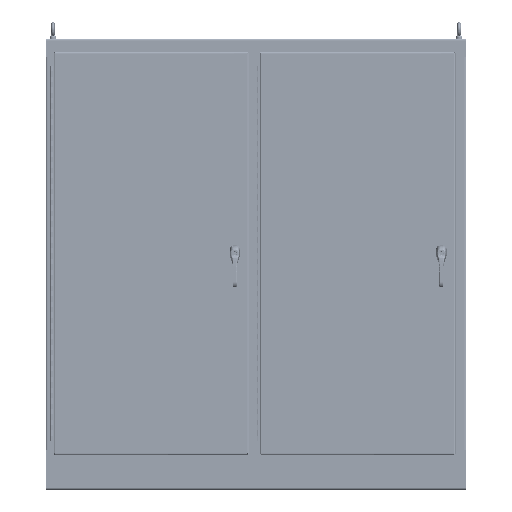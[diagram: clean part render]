
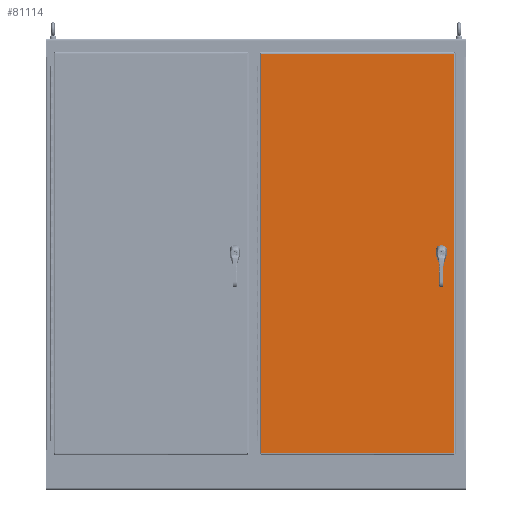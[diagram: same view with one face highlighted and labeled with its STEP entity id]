
A CAD part, top view. The second image highlights one B-rep face of the part: STEP entity #81114.
In plain terms, the highlighted planar face has unit normal (0, 0, 1).
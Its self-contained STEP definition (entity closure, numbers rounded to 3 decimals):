
#3966=FACE_BOUND('',#13009,.T.);
#3967=FACE_BOUND('',#13010,.T.);
#3968=FACE_BOUND('',#13011,.T.);
#3969=FACE_BOUND('',#13012,.T.);
#5129=PLANE('',#89266);
#8084=FACE_OUTER_BOUND('',#13008,.T.);
#13008=EDGE_LOOP('',(#60894,#60895,#60896,#60897));
#13009=EDGE_LOOP('',(#60898,#60899,#60900,#60901,#60902,#60903,#60904,#60905));
#13010=EDGE_LOOP('',(#60906));
#13011=EDGE_LOOP('',(#60907));
#13012=EDGE_LOOP('',(#60908));
#17853=CIRCLE('',#89225,0.453);
#17855=CIRCLE('',#89229,0.453);
#17857=CIRCLE('',#89233,0.453);
#17859=CIRCLE('',#89237,0.453);
#17860=CIRCLE('',#89239,0.14);
#17862=CIRCLE('',#89242,0.14);
#17864=CIRCLE('',#89245,0.14);
#22785=LINE('',#157488,#28823);
#22789=LINE('',#157500,#28827);
#22793=LINE('',#157512,#28831);
#22797=LINE('',#157524,#28835);
#22829=LINE('',#157761,#28867);
#22837=LINE('',#157824,#28875);
#22851=LINE('',#158034,#28889);
#22852=LINE('',#158036,#28890);
#28823=VECTOR('',#103489,0.394);
#28827=VECTOR('',#103501,0.394);
#28831=VECTOR('',#103513,0.394);
#28835=VECTOR('',#103525,0.394);
#28867=VECTOR('',#103599,0.394);
#28875=VECTOR('',#103615,0.394);
#28889=VECTOR('',#103641,0.394);
#28890=VECTOR('',#103644,0.394);
#35395=VERTEX_POINT('',#157485);
#35396=VERTEX_POINT('',#157487);
#35398=VERTEX_POINT('',#157493);
#35400=VERTEX_POINT('',#157499);
#35402=VERTEX_POINT('',#157505);
#35404=VERTEX_POINT('',#157511);
#35406=VERTEX_POINT('',#157517);
#35408=VERTEX_POINT('',#157523);
#35409=VERTEX_POINT('',#157530);
#35411=VERTEX_POINT('',#157536);
#35413=VERTEX_POINT('',#157542);
#35433=VERTEX_POINT('',#157626);
#35438=VERTEX_POINT('',#157710);
#35440=VERTEX_POINT('',#157750);
#35447=VERTEX_POINT('',#157823);
#44501=EDGE_CURVE('',#35396,#35395,#22785,.T.);
#44504=EDGE_CURVE('',#35398,#35396,#17853,.T.);
#44507=EDGE_CURVE('',#35400,#35398,#22789,.T.);
#44510=EDGE_CURVE('',#35402,#35400,#17855,.T.);
#44513=EDGE_CURVE('',#35404,#35402,#22793,.T.);
#44516=EDGE_CURVE('',#35406,#35404,#17857,.T.);
#44519=EDGE_CURVE('',#35408,#35406,#22797,.T.);
#44522=EDGE_CURVE('',#35395,#35408,#17859,.T.);
#44523=EDGE_CURVE('',#35409,#35409,#17860,.T.);
#44526=EDGE_CURVE('',#35411,#35411,#17862,.T.);
#44529=EDGE_CURVE('',#35413,#35413,#17864,.T.);
#44567=EDGE_CURVE('',#35438,#35440,#22829,.T.);
#44578=EDGE_CURVE('',#35447,#35433,#22837,.T.);
#44602=EDGE_CURVE('',#35433,#35438,#22851,.T.);
#44603=EDGE_CURVE('',#35440,#35447,#22852,.T.);
#60894=ORIENTED_EDGE('',*,*,#44602,.T.);
#60895=ORIENTED_EDGE('',*,*,#44567,.T.);
#60896=ORIENTED_EDGE('',*,*,#44603,.T.);
#60897=ORIENTED_EDGE('',*,*,#44578,.T.);
#60898=ORIENTED_EDGE('',*,*,#44501,.T.);
#60899=ORIENTED_EDGE('',*,*,#44522,.T.);
#60900=ORIENTED_EDGE('',*,*,#44519,.T.);
#60901=ORIENTED_EDGE('',*,*,#44516,.T.);
#60902=ORIENTED_EDGE('',*,*,#44513,.T.);
#60903=ORIENTED_EDGE('',*,*,#44510,.T.);
#60904=ORIENTED_EDGE('',*,*,#44507,.T.);
#60905=ORIENTED_EDGE('',*,*,#44504,.T.);
#60906=ORIENTED_EDGE('',*,*,#44523,.T.);
#60907=ORIENTED_EDGE('',*,*,#44526,.T.);
#60908=ORIENTED_EDGE('',*,*,#44529,.T.);
#81114=ADVANCED_FACE('',(#8084,#3966,#3967,#3968,#3969),#5129,.T.);
#89225=AXIS2_PLACEMENT_3D('',#157494,#103495,#103496);
#89229=AXIS2_PLACEMENT_3D('',#157506,#103507,#103508);
#89233=AXIS2_PLACEMENT_3D('',#157518,#103519,#103520);
#89237=AXIS2_PLACEMENT_3D('',#157528,#103531,#103532);
#89239=AXIS2_PLACEMENT_3D('',#157531,#103535,#103536);
#89242=AXIS2_PLACEMENT_3D('',#157537,#103542,#103543);
#89245=AXIS2_PLACEMENT_3D('',#157543,#103549,#103550);
#89266=AXIS2_PLACEMENT_3D('',#158035,#103642,#103643);
#103489=DIRECTION('',(0.,1.,0.));
#103495=DIRECTION('center_axis',(0.,0.,-1.));
#103496=DIRECTION('ref_axis',(-0.882,-0.471,0.));
#103501=DIRECTION('',(-1.,0.,0.));
#103507=DIRECTION('center_axis',(0.,0.,-1.));
#103508=DIRECTION('ref_axis',(0.471,-0.882,0.));
#103513=DIRECTION('',(0.,-1.,0.));
#103519=DIRECTION('center_axis',(0.,0.,-1.));
#103520=DIRECTION('ref_axis',(0.882,0.471,0.));
#103525=DIRECTION('',(1.,0.,0.));
#103531=DIRECTION('center_axis',(0.,0.,-1.));
#103532=DIRECTION('ref_axis',(-0.471,0.882,0.));
#103535=DIRECTION('center_axis',(0.,0.,-1.));
#103536=DIRECTION('ref_axis',(-1.,0.,0.));
#103542=DIRECTION('center_axis',(0.,0.,-1.));
#103543=DIRECTION('ref_axis',(-1.,0.,0.));
#103549=DIRECTION('center_axis',(0.,0.,-1.));
#103550=DIRECTION('ref_axis',(-1.,0.,0.));
#103599=DIRECTION('',(1.,0.,0.));
#103615=DIRECTION('',(-1.,0.,0.));
#103641=DIRECTION('',(0.,-1.,0.));
#103642=DIRECTION('center_axis',(0.,0.,1.));
#103643=DIRECTION('ref_axis',(1.,0.,0.));
#103644=DIRECTION('',(0.,1.,0.));
#157485=CARTESIAN_POINT('',(15.163,0.214,0.134));
#157487=CARTESIAN_POINT('',(15.163,-0.214,0.134));
#157488=CARTESIAN_POINT('',(15.163,0.107,0.134));
#157493=CARTESIAN_POINT('',(15.349,-0.4,0.134));
#157494=CARTESIAN_POINT('Origin',(15.563,0.,0.134));
#157499=CARTESIAN_POINT('',(15.776,-0.4,0.134));
#157500=CARTESIAN_POINT('',(7.674,-0.399,0.134));
#157505=CARTESIAN_POINT('',(15.962,-0.214,0.134));
#157506=CARTESIAN_POINT('Origin',(15.562,0.,
0.134));
#157511=CARTESIAN_POINT('',(15.962,0.214,0.134));
#157512=CARTESIAN_POINT('',(15.962,-0.107,0.134));
#157517=CARTESIAN_POINT('',(15.776,0.399,0.134));
#157518=CARTESIAN_POINT('Origin',(15.562,0.,
0.134));
#157523=CARTESIAN_POINT('',(15.349,0.4,0.134));
#157524=CARTESIAN_POINT('',(7.888,0.4,0.134));
#157528=CARTESIAN_POINT('Origin',(15.563,0.,
0.134));
#157530=CARTESIAN_POINT('',(15.702,0.885,0.134));
#157531=CARTESIAN_POINT('Origin',(15.562,0.885,0.134));
#157536=CARTESIAN_POINT('',(15.702,-0.886,0.134));
#157537=CARTESIAN_POINT('Origin',(15.562,-0.886,0.134));
#157542=CARTESIAN_POINT('',(15.702,-1.378,0.134));
#157543=CARTESIAN_POINT('Origin',(15.562,-1.378,0.134));
#157626=CARTESIAN_POINT('',(-17.975,37.241,0.134));
#157710=CARTESIAN_POINT('',(-17.975,-37.241,0.134));
#157750=CARTESIAN_POINT('',(17.866,-37.241,0.134));
#157761=CARTESIAN_POINT('',(-9.125,-37.241,0.134));
#157823=CARTESIAN_POINT('',(17.866,37.241,0.134));
#157824=CARTESIAN_POINT('',(8.933,37.241,0.134));
#158034=CARTESIAN_POINT('',(-17.975,18.621,0.134));
#158035=CARTESIAN_POINT('Origin',(0.,0.,
0.134));
#158036=CARTESIAN_POINT('',(17.866,-18.621,0.134));
